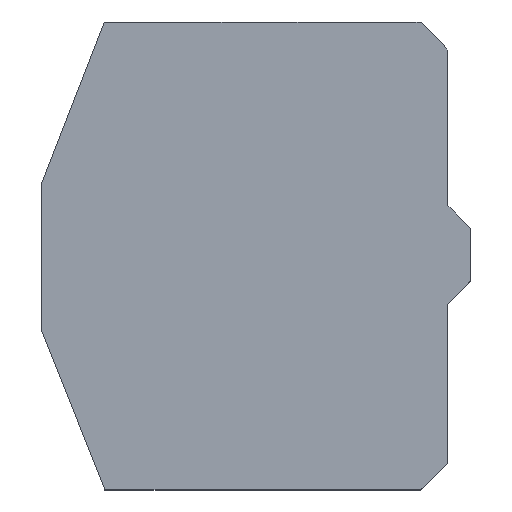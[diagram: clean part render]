
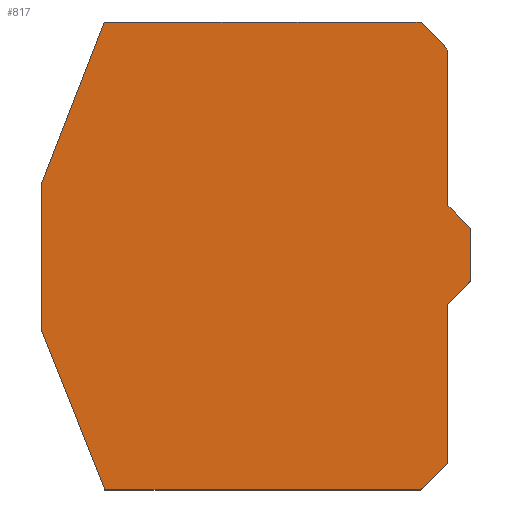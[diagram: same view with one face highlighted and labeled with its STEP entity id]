
A CAD part, top view. The second image highlights one B-rep face of the part: STEP entity #817.
In plain terms, the highlighted planar face has unit normal (0, 0, 1).
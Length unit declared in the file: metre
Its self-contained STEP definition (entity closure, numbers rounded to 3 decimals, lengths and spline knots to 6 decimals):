
#126=ORIENTED_EDGE('',*,*,#279,.F.);
#127=ORIENTED_EDGE('',*,*,#282,.T.);
#128=ORIENTED_EDGE('',*,*,#284,.F.);
#129=ORIENTED_EDGE('',*,*,#286,.F.);
#130=ORIENTED_EDGE('',*,*,#288,.T.);
#131=ORIENTED_EDGE('',*,*,#290,.T.);
#132=ORIENTED_EDGE('',*,*,#295,.T.);
#133=ORIENTED_EDGE('',*,*,#297,.T.);
#134=ORIENTED_EDGE('',*,*,#299,.T.);
#135=ORIENTED_EDGE('',*,*,#301,.T.);
#136=ORIENTED_EDGE('',*,*,#303,.T.);
#137=ORIENTED_EDGE('',*,*,#305,.T.);
#138=ORIENTED_EDGE('',*,*,#307,.T.);
#139=ORIENTED_EDGE('',*,*,#309,.T.);
#140=ORIENTED_EDGE('',*,*,#311,.T.);
#141=ORIENTED_EDGE('',*,*,#313,.T.);
#142=ORIENTED_EDGE('',*,*,#315,.T.);
#143=ORIENTED_EDGE('',*,*,#316,.F.);
#279=EDGE_CURVE('',#392,#393,#469,.T.);
#282=EDGE_CURVE('',#392,#394,#472,.T.);
#284=EDGE_CURVE('',#395,#394,#474,.T.);
#286=EDGE_CURVE('',#396,#395,#476,.T.);
#288=EDGE_CURVE('',#396,#397,#478,.T.);
#290=EDGE_CURVE('',#397,#398,#480,.T.);
#295=EDGE_CURVE('',#398,#401,#485,.T.);
#297=EDGE_CURVE('',#401,#402,#487,.T.);
#299=EDGE_CURVE('',#402,#403,#489,.T.);
#301=EDGE_CURVE('',#403,#404,#491,.T.);
#303=EDGE_CURVE('',#404,#405,#493,.T.);
#305=EDGE_CURVE('',#405,#406,#495,.T.);
#307=EDGE_CURVE('',#406,#407,#497,.T.);
#309=EDGE_CURVE('',#407,#408,#499,.T.);
#311=EDGE_CURVE('',#408,#409,#501,.T.);
#313=EDGE_CURVE('',#409,#410,#503,.T.);
#315=EDGE_CURVE('',#410,#411,#505,.T.);
#316=EDGE_CURVE('',#393,#411,#506,.T.);
#392=VERTEX_POINT('',#1183);
#393=VERTEX_POINT('',#1185);
#394=VERTEX_POINT('',#1189);
#395=VERTEX_POINT('',#1193);
#396=VERTEX_POINT('',#1197);
#397=VERTEX_POINT('',#1201);
#398=VERTEX_POINT('',#1205);
#401=VERTEX_POINT('',#1214);
#402=VERTEX_POINT('',#1218);
#403=VERTEX_POINT('',#1222);
#404=VERTEX_POINT('',#1226);
#405=VERTEX_POINT('',#1230);
#406=VERTEX_POINT('',#1234);
#407=VERTEX_POINT('',#1238);
#408=VERTEX_POINT('',#1242);
#409=VERTEX_POINT('',#1246);
#410=VERTEX_POINT('',#1250);
#411=VERTEX_POINT('',#1254);
#469=LINE('',#1184,#583);
#472=LINE('',#1190,#586);
#474=LINE('',#1194,#588);
#476=LINE('',#1198,#590);
#478=LINE('',#1202,#592);
#480=LINE('',#1206,#594);
#485=LINE('',#1215,#599);
#487=LINE('',#1219,#601);
#489=LINE('',#1223,#603);
#491=LINE('',#1227,#605);
#493=LINE('',#1231,#607);
#495=LINE('',#1235,#609);
#497=LINE('',#1239,#611);
#499=LINE('',#1243,#613);
#501=LINE('',#1247,#615);
#503=LINE('',#1251,#617);
#505=LINE('',#1255,#619);
#506=LINE('',#1257,#620);
#583=VECTOR('',#944,1.);
#586=VECTOR('',#949,1.);
#588=VECTOR('',#953,1.);
#590=VECTOR('',#957,1.);
#592=VECTOR('',#961,1.);
#594=VECTOR('',#965,1.);
#599=VECTOR('',#972,1.);
#601=VECTOR('',#976,1.);
#603=VECTOR('',#980,1.);
#605=VECTOR('',#984,1.);
#607=VECTOR('',#988,1.);
#609=VECTOR('',#992,1.);
#611=VECTOR('',#996,1.);
#613=VECTOR('',#1000,1.);
#615=VECTOR('',#1004,1.);
#617=VECTOR('',#1008,1.);
#619=VECTOR('',#1012,1.);
#620=VECTOR('',#1015,1.);
#681=EDGE_LOOP('',(#126,#127,#128,#129,#130,#131,#132,#133,#134,#135,#136,
#137,#138,#139,#140,#141,#142,#143));
#729=FACE_BOUND('',#681,.T.);
#773=PLANE('',#874);
#817=ADVANCED_FACE('',(#729),#773,.T.);
#874=AXIS2_PLACEMENT_3D('',#1258,#1016,#1017);
#944=DIRECTION('',(1.,0.,0.));
#949=DIRECTION('',(-1.,0.001,0.));
#953=DIRECTION('',(0.,-1.,0.));
#957=DIRECTION('',(1.,0.,0.));
#961=DIRECTION('',(-1.,0.001,0.));
#965=DIRECTION('',(-0.363,-0.932,0.));
#972=DIRECTION('',(0.,-1.,0.));
#976=DIRECTION('',(0.37,-0.929,0.));
#980=DIRECTION('',(1.,0.,0.));
#984=DIRECTION('',(0.721,0.692,0.));
#988=DIRECTION('',(0.,1.,0.));
#992=DIRECTION('',(0.702,0.712,0.));
#996=DIRECTION('',(0.,1.,0.));
#1000=DIRECTION('',(-0.711,0.703,0.));
#1004=DIRECTION('',(0.,1.,0.));
#1008=DIRECTION('',(-0.692,0.722,0.));
#1012=DIRECTION('',(-1.,0.001,0.));
#1015=DIRECTION('',(0.,-1.,0.));
#1016=DIRECTION('',(0.,0.,1.));
#1017=DIRECTION('',(1.,0.,0.));
#1183=CARTESIAN_POINT('',(0.012995,0.006027,0.0125));
#1184=CARTESIAN_POINT('',(0.018755,0.006027,0.0125));
#1185=CARTESIAN_POINT('',(0.024514,0.006027,0.0125));
#1189=CARTESIAN_POINT('',(0.010794,0.00603,0.0125));
#1190=CARTESIAN_POINT('',(0.011895,0.006029,0.0125));
#1193=CARTESIAN_POINT('',(0.010794,0.006043,0.0125));
#1194=CARTESIAN_POINT('',(0.010794,0.006037,0.0125));
#1197=CARTESIAN_POINT('',(-0.00092,0.006043,0.0125));
#1198=CARTESIAN_POINT('',(0.004937,0.006043,0.0125));
#1201=CARTESIAN_POINT('',(-0.001785,0.006044,0.0125));
#1202=CARTESIAN_POINT('',(-0.001353,0.006044,0.0125));
#1205=CARTESIAN_POINT('',(-0.007184,-0.007823,0.0125));
#1206=CARTESIAN_POINT('',(-0.004485,-0.000889,0.0125));
#1214=CARTESIAN_POINT('',(-0.007184,-0.020297,0.0125));
#1215=CARTESIAN_POINT('',(-0.007184,-0.014028,0.0125));
#1218=CARTESIAN_POINT('',(-0.001724,-0.034005,0.0125));
#1219=CARTESIAN_POINT('',(-0.004454,-0.027151,0.0125));
#1222=CARTESIAN_POINT('',(0.025281,-0.034005,0.0125));
#1223=CARTESIAN_POINT('',(-0.000835,-0.034005,0.0125));
#1226=CARTESIAN_POINT('',(0.027628,-0.031752,0.0125));
#1227=CARTESIAN_POINT('',(0.026454,-0.032879,0.0125));
#1230=CARTESIAN_POINT('',(0.027628,-0.018116,0.0125));
#1231=CARTESIAN_POINT('',(0.027628,-0.024934,0.0125));
#1234=CARTESIAN_POINT('',(0.029596,-0.016119,0.0125));
#1235=CARTESIAN_POINT('',(0.028612,-0.017117,0.0125));
#1238=CARTESIAN_POINT('',(0.029596,-0.011623,0.0125));
#1239=CARTESIAN_POINT('',(0.029596,-0.013871,0.0125));
#1242=CARTESIAN_POINT('',(0.027633,-0.009682,0.0125));
#1243=CARTESIAN_POINT('',(0.028614,-0.010653,0.0125));
#1246=CARTESIAN_POINT('',(0.027633,0.003648,0.0125));
#1247=CARTESIAN_POINT('',(0.027633,-0.003017,0.0125));
#1250=CARTESIAN_POINT('',(0.025364,0.006013,0.0125));
#1251=CARTESIAN_POINT('',(0.026499,0.004831,0.0125));
#1254=CARTESIAN_POINT('',(0.024514,0.006014,0.0125));
#1255=CARTESIAN_POINT('',(0.024939,0.006013,0.0125));
#1257=CARTESIAN_POINT('',(0.024514,0.006021,0.0125));
#1258=CARTESIAN_POINT('',(0.006198,-0.01398,0.0125));
